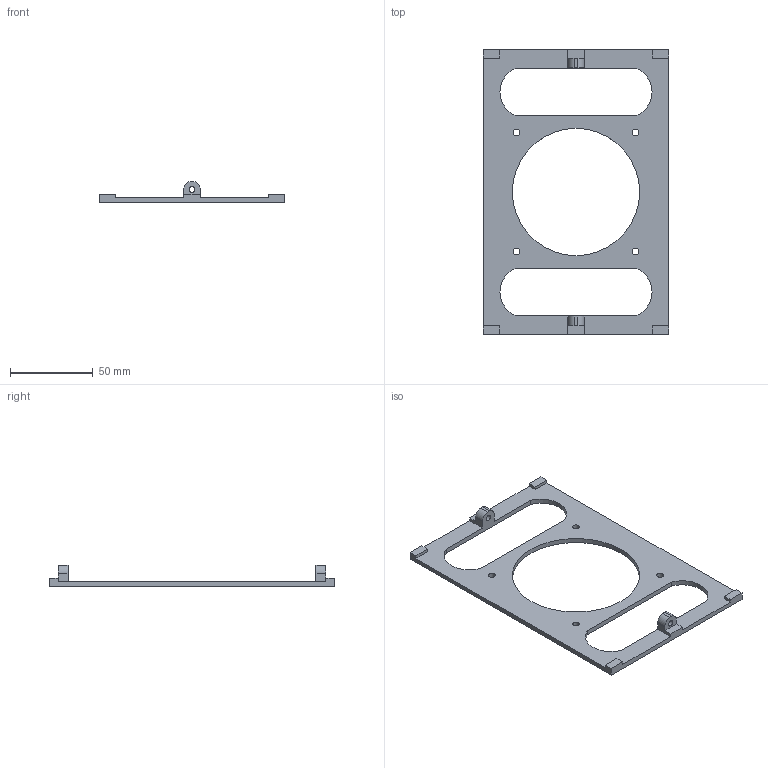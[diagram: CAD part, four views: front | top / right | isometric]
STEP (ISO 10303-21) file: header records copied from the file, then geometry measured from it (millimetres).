
FILE_DESCRIPTION(('FreeCAD Model'),'2;1');
FILE_NAME( 'BedFanMount8020.stp', '2012-12-20T22:00:05',('FreeCAD'),('FreeCAD'), 'Open CASCADE STEP processor 6.5','FreeCAD','Unknown');
FILE_SCHEMA(('AUTOMOTIVE_DESIGN_CC2 { 1 2 10303 214 -1 1 5 4 }'));
Length unit declared in the file: millimetre
Products named in the file (1): Open CASCADE STEP translator 6.5 2
Bounding box: 112 x 172 x 12.8 mm (x, y, z)
Volume: 30151.2 mm3; surface area: 23884.7 mm2
Topology: 1 solids, 1 shells, 47 faces, 141 edges, 94 vertices
Faces by surface type: plane 32, cylinder 15
Full cylindrical faces by diameter (mm): 3.6 x2, 4 x4, 77 x1
Entity records: 3497 total; most frequent: CARTESIAN_POINT 667, DIRECTION 522, LINE 351, VECTOR 351, ORIENTED_EDGE 282, PCURVE 282, DEFINITIONAL_REPRESENTATION 282, EDGE_CURVE 141
